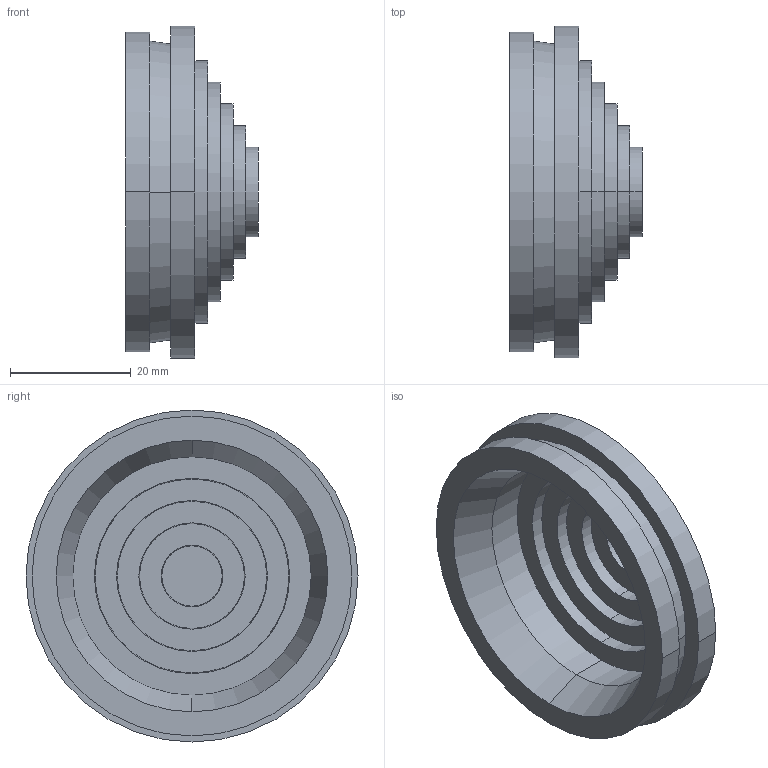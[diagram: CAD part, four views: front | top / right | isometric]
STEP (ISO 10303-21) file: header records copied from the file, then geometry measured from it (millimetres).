
FILE_DESCRIPTION (( 'STEP AP203' ), '1' );
FILE_NAME ('YSA40-40-49-68-K41 Ñàëüíèê d=40ìì (Dîòâ.áîêñà 49ìì) ñåðûé.STEP', '2016-08-26T11:10:57', ( '' ), ( '' ), 'SwSTEP 2.0', 'SolidWorks 2014', '' );
FILE_SCHEMA (( 'CONFIG_CONTROL_DESIGN' ));
Length unit declared in the file: millimetre
Products named in the file (1): YSA40-40-49-68-K41 Ñàëüíèê d=40ìì (Dîòâ.áîêñà 49ìì) ñåðûé
Bounding box: 22.01 x 55 x 55 mm (x, y, z)
Volume: 13443.6 mm3; surface area: 9996.7 mm2
Topology: 1 solids, 1 shells, 42 faces, 82 edges, 54 vertices
Faces by surface type: cylinder 16, plane 14, cone 12
Entity records: 1181 total; most frequent: DIRECTION 222, CARTESIAN_POINT 179, ORIENTED_EDGE 164, AXIS2_PLACEMENT_3D 97, EDGE_CURVE 82, CIRCLE 54, EDGE_LOOP 54, VERTEX_POINT 54
